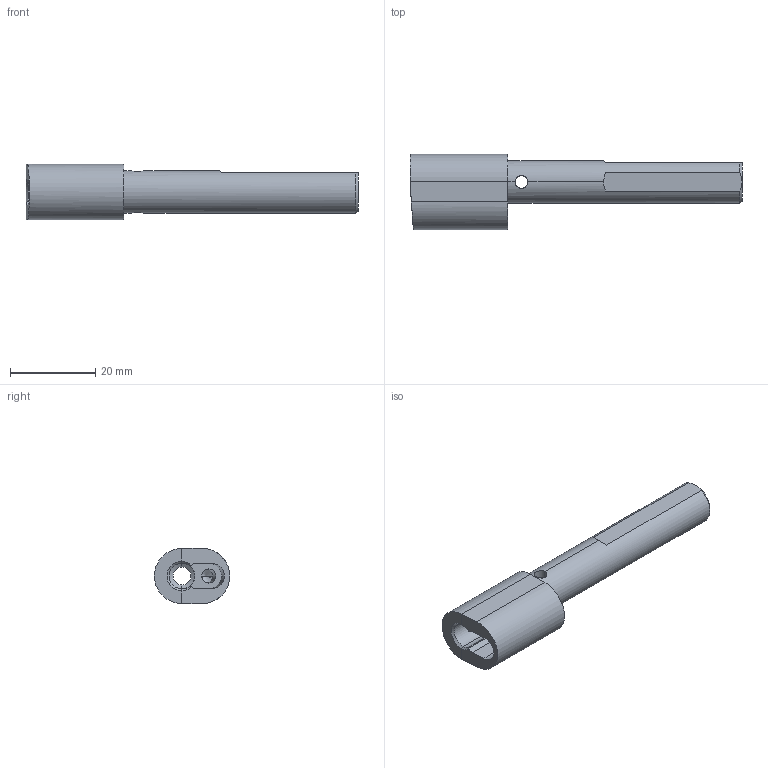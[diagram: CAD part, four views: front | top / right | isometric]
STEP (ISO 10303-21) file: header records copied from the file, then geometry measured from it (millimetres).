
FILE_DESCRIPTION (( 'STEP AP203' ), '1' );
FILE_NAME ('UTP AblageMBM-59-05-01.step', '2019-01-16T08:39:04', ( '' ), ( '' ), 'SwSTEP 2.0', 'SolidWorks 2018', '' );
FILE_SCHEMA (( 'CONFIG_CONTROL_DESIGN' ));
Length unit declared in the file: millimetre
Products named in the file (1): UTP AblageMBM-59-05-01
Bounding box: 78 x 17.7 x 13 mm (x, y, z)
Volume: 6687.6 mm3; surface area: 4621.7 mm2
Topology: 1 solids, 1 shells, 45 faces, 116 edges, 68 vertices
Faces by surface type: cylinder 16, plane 13, cone 12, bspline 4
Entity records: 1668 total; most frequent: CARTESIAN_POINT 553, ORIENTED_EDGE 228, DIRECTION 204, EDGE_CURVE 114, AXIS2_PLACEMENT_3D 75, VERTEX_POINT 68, LINE 54, VECTOR 54
